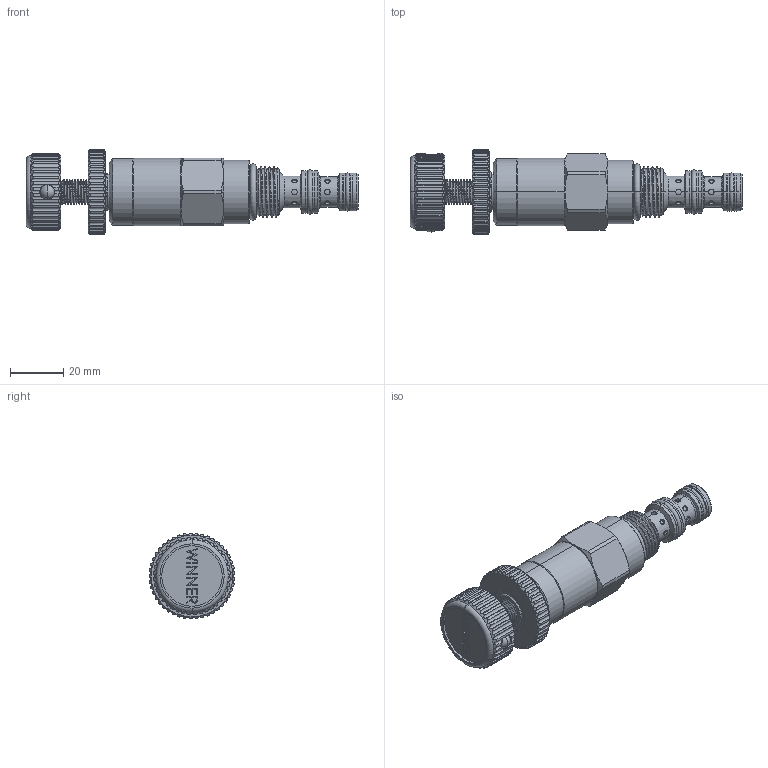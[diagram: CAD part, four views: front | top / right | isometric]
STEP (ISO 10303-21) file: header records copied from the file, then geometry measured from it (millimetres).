
FILE_DESCRIPTION (( 'STEP AP203' ), '1' );
FILE_NAME ('PD08W32-K.STEP', '2024-06-04T02:36:23', ( '' ), ( '' ), 'SwSTEP 2.0', 'SolidWorks 2018', '' );
FILE_SCHEMA (( 'CONFIG_CONTROL_DESIGN' ));
Length unit declared in the file: millimetre
Products named in the file (1): PD08W32-K
Bounding box: 124.7 x 32.18 x 32.2 mm (x, y, z)
Volume: 47337.7 mm3; surface area: 13552.5 mm2
Topology: 1 solids, 1 shells, 625 faces, 1639 edges, 1055 vertices
Faces by surface type: cylinder 388, plane 140, cone 57, torus 21, bspline 17, sphere 2
Entity records: 28349 total; most frequent: CARTESIAN_POINT 13701, ORIENTED_EDGE 3254, DIRECTION 2764, EDGE_CURVE 1627, VERTEX_POINT 1055, AXIS2_PLACEMENT_3D 1055, EDGE_LOOP 676, LINE 654
